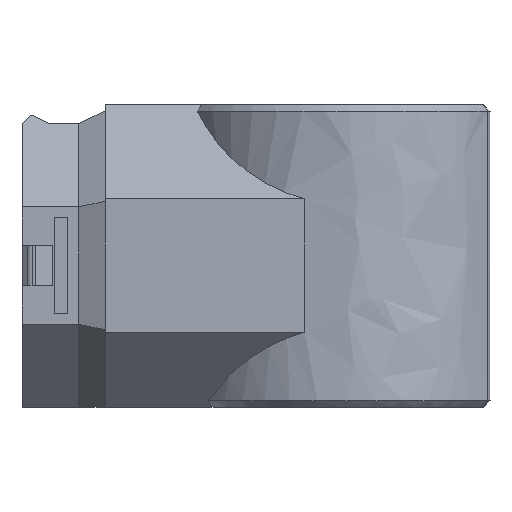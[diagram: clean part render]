
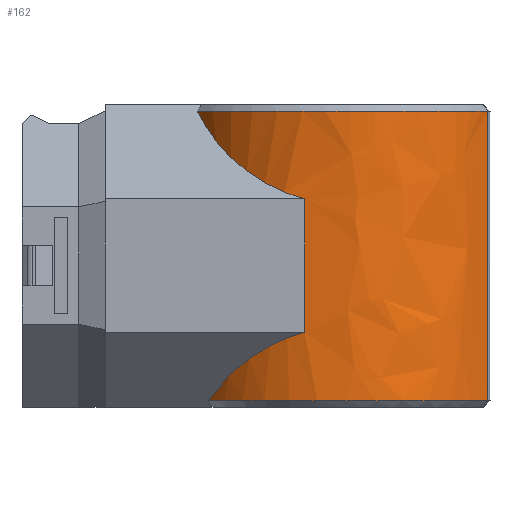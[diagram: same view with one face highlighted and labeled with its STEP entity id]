
A CAD part, left-side view. The second image highlights one B-rep face of the part: STEP entity #162.
In plain terms, the highlighted free-form (B-spline) face has degree [2, 1] with [3, 2] control points.
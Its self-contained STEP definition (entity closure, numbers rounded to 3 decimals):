
#162 = ADVANCED_FACE('',(#163),#211,.T.);
#163 = FACE_BOUND('',#164,.T.);
#164 = EDGE_LOOP('',(#165,#175,#182,#190,#198,#205));
#165 = ORIENTED_EDGE('',*,*,#166,.F.);
#166 = EDGE_CURVE('',#167,#169,#171,.T.);
#167 = VERTEX_POINT('',#168);
#168 = CARTESIAN_POINT('',(-9.402,-25.219,
    0.72));
#169 = VERTEX_POINT('',#170);
#170 = CARTESIAN_POINT('',(-9.933,4.815,0.72
    ));
#171 = ( BOUNDED_CURVE() B_SPLINE_CURVE(2,(#172,#173,#174),
.UNSPECIFIED.,.F.,.F.) B_SPLINE_CURVE_WITH_KNOTS((3,3),(4.111,
6.109),.PIECEWISE_BEZIER_KNOTS.) CURVE() 
GEOMETRIC_REPRESENTATION_ITEM() RATIONAL_B_SPLINE_CURVE((1.,
0.541,1.)) REPRESENTATION_ITEM('') );
#172 = CARTESIAN_POINT('',(-9.402,-25.219,
    0.72));
#173 = CARTESIAN_POINT('',(-32.996,-10.615,
    0.72));
#174 = CARTESIAN_POINT('',(-9.933,4.815,0.72
    ));
#175 = ORIENTED_EDGE('',*,*,#176,.F.);
#176 = EDGE_CURVE('',#177,#167,#179,.T.);
#177 = VERTEX_POINT('',#178);
#178 = CARTESIAN_POINT('',(-9.402,-25.219,
    31.8));
#179 = B_SPLINE_CURVE_WITH_KNOTS('',1,(#180,#181),.UNSPECIFIED.,.F.,.F.,
  (2,2),(-22.075,-0.5),.PIECEWISE_BEZIER_KNOTS.);
#180 = CARTESIAN_POINT('',(-9.402,-25.219,
    31.8));
#181 = CARTESIAN_POINT('',(-9.402,-25.219,
    0.72));
#182 = ORIENTED_EDGE('',*,*,#183,.F.);
#183 = EDGE_CURVE('',#184,#177,#186,.T.);
#184 = VERTEX_POINT('',#185);
#185 = CARTESIAN_POINT('',(-7.88,6.,
    31.8));
#186 = ( BOUNDED_CURVE() B_SPLINE_CURVE(2,(#187,#188,#189),
.UNSPECIFIED.,.F.,.F.) B_SPLINE_CURVE_WITH_KNOTS((3,3),(
0.042,2.172),.PIECEWISE_BEZIER_KNOTS.) CURVE() 
GEOMETRIC_REPRESENTATION_ITEM() RATIONAL_B_SPLINE_CURVE((1.,
0.484,1.)) REPRESENTATION_ITEM('') );
#187 = CARTESIAN_POINT('',(-7.88,6.,
    31.8));
#188 = CARTESIAN_POINT('',(-36.84,-8.236,
    31.8));
#189 = CARTESIAN_POINT('',(-9.402,-25.219,
    31.8));
#190 = ORIENTED_EDGE('',*,*,#191,.F.);
#191 = EDGE_CURVE('',#192,#184,#194,.T.);
#192 = VERTEX_POINT('',#193);
#193 = CARTESIAN_POINT('',(-17.286,-5.528,
    22.394));
#194 = ( BOUNDED_CURVE() B_SPLINE_CURVE(2,(#195,#196,#197),
.UNSPECIFIED.,.F.,.F.) B_SPLINE_CURVE_WITH_KNOTS((3,3),(3.396,
4.256),.PIECEWISE_BEZIER_KNOTS.) CURVE() 
GEOMETRIC_REPRESENTATION_ITEM() RATIONAL_B_SPLINE_CURVE((1.,
0.909,1.)) REPRESENTATION_ITEM('') );
#195 = CARTESIAN_POINT('',(-17.286,-5.528,
    22.394));
#196 = CARTESIAN_POINT('',(-15.223,2.39,
    24.457));
#197 = CARTESIAN_POINT('',(-7.88,6.,
    31.8));
#198 = ORIENTED_EDGE('',*,*,#199,.F.);
#199 = EDGE_CURVE('',#200,#192,#202,.T.);
#200 = VERTEX_POINT('',#201);
#201 = CARTESIAN_POINT('',(-17.286,-5.528,
    8.073));
#202 = B_SPLINE_CURVE_WITH_KNOTS('',1,(#203,#204),.UNSPECIFIED.,.F.,.F.,
  (2,2),(-8.441,1.501),.PIECEWISE_BEZIER_KNOTS.);
#203 = CARTESIAN_POINT('',(-17.286,-5.528,
    8.073));
#204 = CARTESIAN_POINT('',(-17.286,-5.528,
    22.394));
#205 = ORIENTED_EDGE('',*,*,#206,.F.);
#206 = EDGE_CURVE('',#169,#200,#207,.T.);
#207 = ( BOUNDED_CURVE() B_SPLINE_CURVE(2,(#208,#209,#210),
.UNSPECIFIED.,.F.,.F.) B_SPLINE_CURVE_WITH_KNOTS((3,3),(2.16,
2.887),.PIECEWISE_BEZIER_KNOTS.) CURVE() 
GEOMETRIC_REPRESENTATION_ITEM() RATIONAL_B_SPLINE_CURVE((1.,
0.935,1.)) REPRESENTATION_ITEM('') );
#208 = CARTESIAN_POINT('',(-9.933,4.815,0.72
    ));
#209 = CARTESIAN_POINT('',(-15.575,1.041,6.362)
  );
#210 = CARTESIAN_POINT('',(-17.286,-5.528,
    8.073));
#211 = ( BOUNDED_SURFACE() B_SPLINE_SURFACE(2,1,(
    (#212,#213)
    ,(#214,#215)
,(#216,#217
    )),.UNSPECIFIED.,.F.,.F.,.F.) B_SPLINE_SURFACE_WITH_KNOTS((3,3),(2,2
    ),(3.183,5.314),(0.5,22.075),
.PIECEWISE_BEZIER_KNOTS.) GEOMETRIC_REPRESENTATION_ITEM() 
RATIONAL_B_SPLINE_SURFACE((
    (1.,1.)
    ,(0.484,0.484)
,(1.,1.))) REPRESENTATION_ITEM('') SURFACE() );
#212 = CARTESIAN_POINT('',(-7.88,6.,0.72
    ));
#213 = CARTESIAN_POINT('',(-7.88,6.,
    31.8));
#214 = CARTESIAN_POINT('',(-36.84,-8.236,
    0.72));
#215 = CARTESIAN_POINT('',(-36.84,-8.236,
    31.8));
#216 = CARTESIAN_POINT('',(-9.402,-25.219,
    0.72));
#217 = CARTESIAN_POINT('',(-9.402,-25.219,
    31.8));
